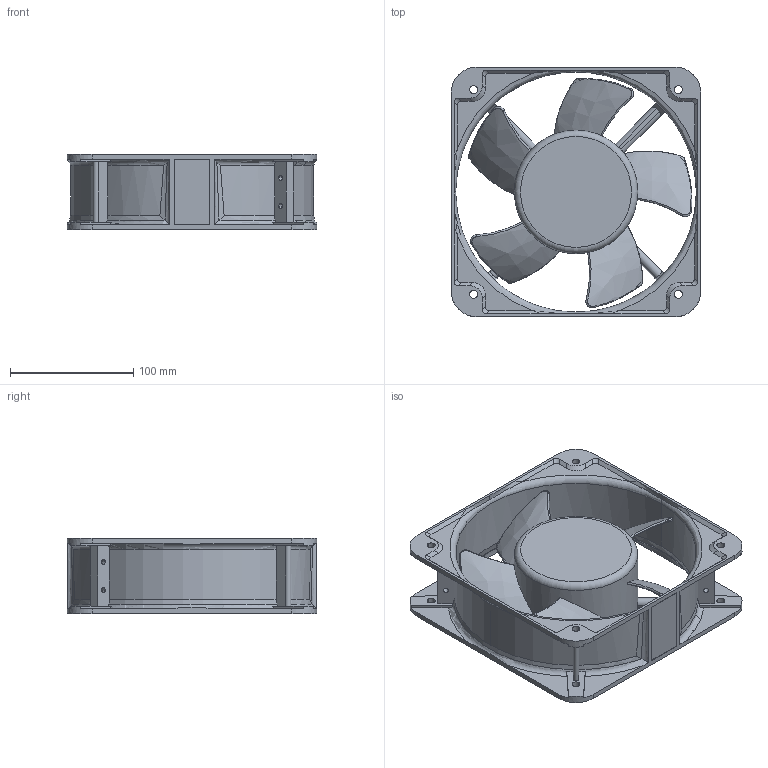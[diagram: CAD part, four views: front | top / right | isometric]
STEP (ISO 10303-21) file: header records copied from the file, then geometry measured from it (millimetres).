
FILE_DESCRIPTION(/* description */ (''),/* implementation_level */ '2;1');
FILE_NAME(/* name */ 'HD-20060',/* time_stamp */ '2022-04-20T16:26:45+08:00',/* author */ (''),/* organization */ (''),/* preprocessor_version */ 'ST-DEVELOPER v9',/* originating_system */ 'UGS - NX 4.0',/* authorisation */ '');
FILE_SCHEMA (('CONFIG_CONTROL_DESIGN'));
Length unit declared in the file: millimetre
Products named in the file (1): 530356F3mld6
Bounding box: 202 x 202 x 61 mm (x, y, z)
Volume: 603588.6 mm3; surface area: 182371.4 mm2
Topology: 1 solids, 1 shells, 647 faces, 1795 edges, 1173 vertices
Faces by surface type: plane 441, bspline 95, cylinder 82, torus 19, cone 10
Full cylindrical faces by diameter (mm): 100 x1
Entity records: 28192 total; most frequent: CARTESIAN_POINT 12283, ORIENTED_EDGE 3578, DIRECTION 2818, EDGE_CURVE 1789, LINE 1216, VECTOR 1216, VERTEX_POINT 1170, AXIS2_PLACEMENT_3D 801
